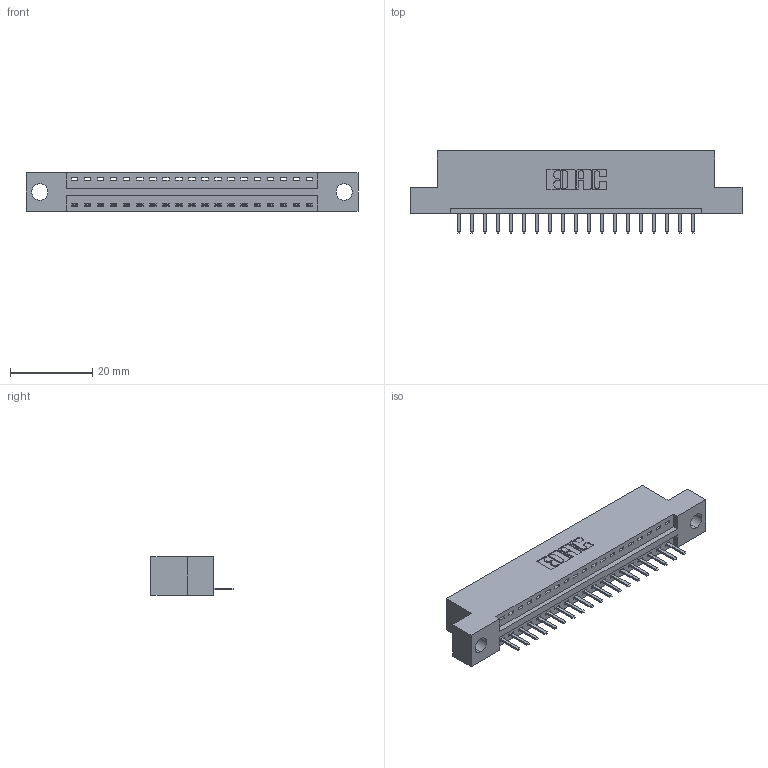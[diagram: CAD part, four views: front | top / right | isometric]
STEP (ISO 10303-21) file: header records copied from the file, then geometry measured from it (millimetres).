
FILE_DESCRIPTION (( 'STEP AP203' ), '1' );
FILE_NAME ('346-019-520-104.STEP', '2022-05-05T14:56:44', ( '' ), ( '' ), 'SwSTEP 2.0', 'SolidWorks 2020', '' );
FILE_SCHEMA (( 'CONFIG_CONTROL_DESIGN' ));
Length unit declared in the file: inch
Products named in the file (3): 345-292-001_345-293-120; 346 Part_Flush Mounting Lugs - 0.156 Dia-TH; 346-019-520-104
Assembly tree (20 placements, depth 2):
  346-019-520-104
    346 Part_Flush Mounting Lugs - 0.156 Dia-TH
    345-292-001_345-293-120  x19
Bounding box: 80.9 x 20.02 x 9.4 mm (x, y, z)
Volume: 7424.8 mm3; surface area: 8686.6 mm2
Topology: 20 solids, 20 shells, 1314 faces, 3861 edges, 2522 vertices
Faces by surface type: plane 888, cylinder 426
Entity records: 15421 total; most frequent: CARTESIAN_POINT 2671, ORIENTED_EDGE 2610, DIRECTION 2371, EDGE_CURVE 1305, LINE 1093, VECTOR 1093, VERTEX_POINT 866, AXIS2_PLACEMENT_3D 639
